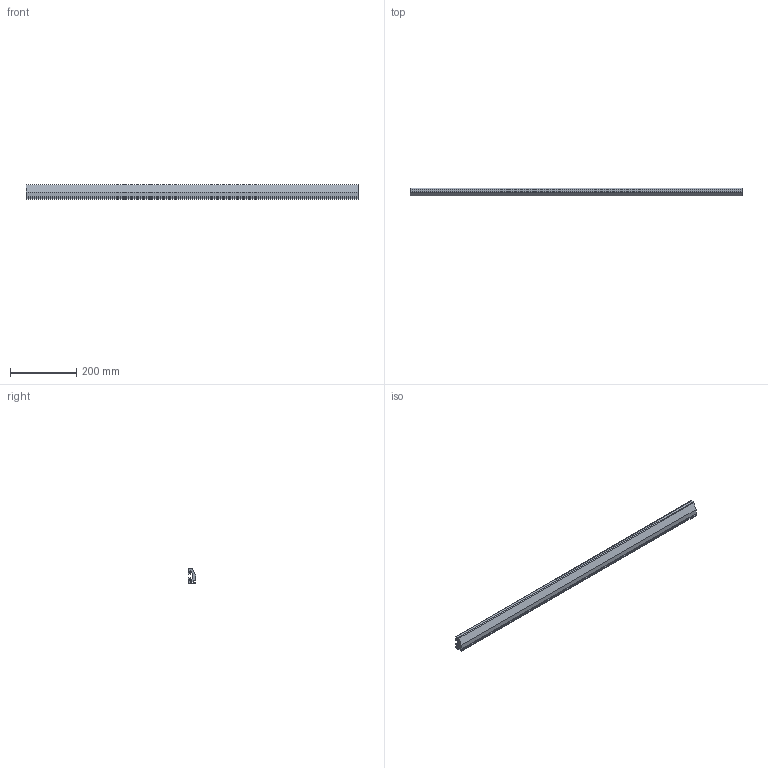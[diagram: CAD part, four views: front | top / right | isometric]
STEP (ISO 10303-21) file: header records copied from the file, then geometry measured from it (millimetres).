
FILE_DESCRIPTION(('STEP AP214'),'1');
FILE_NAME('cctmp_DFA61C22-2489-470D-BC1D-AB6FF3C8E86D_2020_1_20_8_39_22_230..stp','2020-01-20T07:39:22',('Bosch Rexroth AG'),('CADClick - www.CADClick.com'),'Spatial InterOp 3D',' ','unknown authorization - (Healing Option Enabled)');
FILE_SCHEMA(('AUTOMOTIVE_DESIGN'));
Length unit declared in the file: millimetre
Products named in the file (1): 2020_01_20__08-39-22-230
Bounding box: 1000 x 22.5 x 45 mm (x, y, z)
Volume: 586501.9 mm3; surface area: 241713.1 mm2
Topology: 1 solids, 1 shells, 44 faces, 126 edges, 84 vertices
Faces by surface type: plane 37, cylinder 7
Entity records: 1808 total; most frequent: CARTESIAN_POINT 255, ORIENTED_EDGE 252, DIRECTION 230, EDGE_CURVE 126, LINE 112, VECTOR 112, VERTEX_POINT 84, AXIS2_PLACEMENT_3D 59
